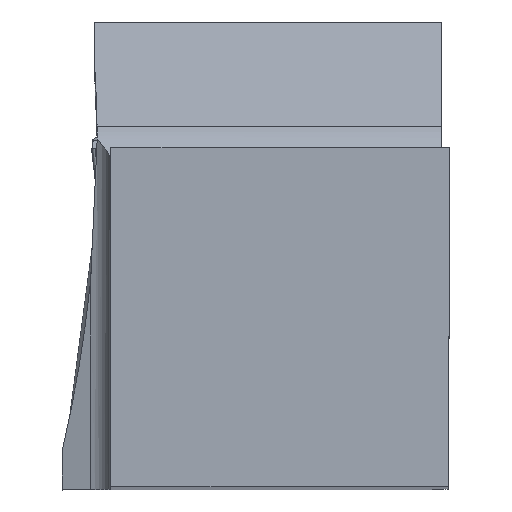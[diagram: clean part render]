
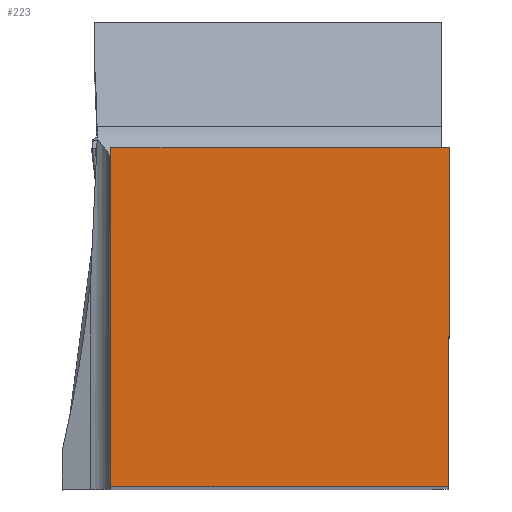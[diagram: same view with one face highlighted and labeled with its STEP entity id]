
A CAD part, top view. The second image highlights one B-rep face of the part: STEP entity #223.
In plain terms, the highlighted planar face has unit normal (0, 0, 1).
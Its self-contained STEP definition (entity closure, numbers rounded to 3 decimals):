
#164=PLANE('',#2102);
#223=ADVANCED_FACE('CU_BACK_SU1',(#355),#164,.F.);
#355=FACE_OUTER_BOUND('',#464,.T.);
#464=EDGE_LOOP('',(#1052,#1053,#1054,#1055));
#650=LINE('',#2869,#788);
#655=LINE('',#2903,#793);
#658=LINE('',#2909,#796);
#677=LINE('',#3003,#815);
#788=VECTOR('',#2293,1.);
#793=VECTOR('',#2306,1.);
#796=VECTOR('',#2311,1.);
#815=VECTOR('',#2360,1.);
#1052=ORIENTED_EDGE('',*,*,#1732,.T.);
#1053=ORIENTED_EDGE('',*,*,#1741,.T.);
#1054=ORIENTED_EDGE('',*,*,#1744,.T.);
#1055=ORIENTED_EDGE('',*,*,#1773,.F.);
#1542=VERTEX_POINT('',#2868);
#1543=VERTEX_POINT('',#2870);
#1548=VERTEX_POINT('',#2902);
#1550=VERTEX_POINT('',#2908);
#1732=EDGE_CURVE('',#1543,#1542,#650,.T.);
#1741=EDGE_CURVE('',#1542,#1548,#655,.T.);
#1744=EDGE_CURVE('',#1548,#1550,#658,.T.);
#1773=EDGE_CURVE('',#1543,#1550,#677,.T.);
#2102=AXIS2_PLACEMENT_3D('',#3004,#2361,#2362);
#2293=DIRECTION('',(1.,0.,0.));
#2306=DIRECTION('',(0.004,1.,0.));
#2311=DIRECTION('',(-1.,0.,0.));
#2360=DIRECTION('',(0.,1.,0.));
#2361=DIRECTION('',(0.,0.,-1.));
#2362=DIRECTION('',(0.,-1.,0.));
#2868=CARTESIAN_POINT('',(-0.087,0.,0.));
#2869=CARTESIAN_POINT('',(22.994,0.,0.));
#2870=CARTESIAN_POINT('',(-19.875,0.,0.));
#2902=CARTESIAN_POINT('',(0.,19.875,0.));
#2903=CARTESIAN_POINT('',(0.088,39.975,0.));
#2908=CARTESIAN_POINT('',(-19.875,19.875,0.));
#2909=CARTESIAN_POINT('',(22.994,19.875,0.));
#3003=CARTESIAN_POINT('',(-19.875,39.875,0.));
#3004=CARTESIAN_POINT('',(22.994,39.875,0.));
